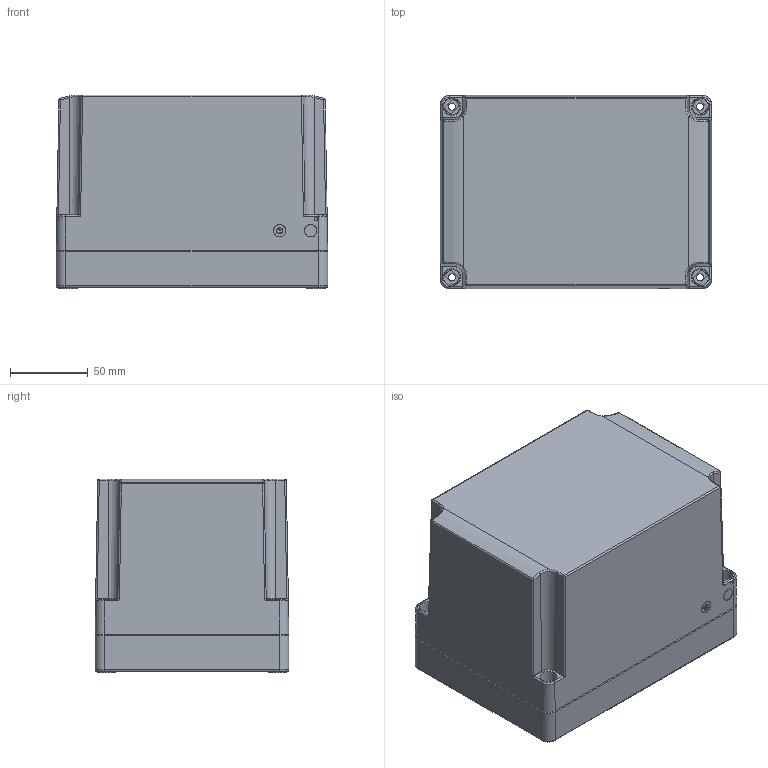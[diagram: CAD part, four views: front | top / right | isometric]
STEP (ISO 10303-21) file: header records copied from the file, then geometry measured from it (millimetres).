
FILE_DESCRIPTION((''),'2;1');
FILE_NAME('SABP131813LT_ASM','2008-12-08T',('pasi_koskela'),(''),'PRO/ENGINEER BY PARAMETRIC TECHNOLOGY CORPORATION, 2008250','PRO/ENGINEER BY PARAMETRIC TECHNOLOGY CORPORATION, 2008250','');
FILE_SCHEMA(('AUTOMOTIVE_DESIGN_CC2 { 1 2 10303 214 -1 1 5 2 }'));
Length unit declared in the file: millimetre
Products named in the file (3): SABT131810L; SABP131803B; SABP131813LT_ASM
Assembly tree (2 placements, depth 2):
  SABP131813LT_ASM
    SABT131810L
    SABP131803B
Bounding box: 175 x 125 x 125 mm (x, y, z)
Volume: 380220.6 mm3; surface area: 236571.6 mm2
Topology: 2 solids, 2 shells, 1842 faces, 4976 edges, 3268 vertices
Faces by surface type: plane 1521, cylinder 177, cone 74, torus 36, bspline 16, extrusion 10, sphere 8
Entity records: 58153 total; most frequent: CARTESIAN_POINT 11312, ORIENTED_EDGE 9952, DIRECTION 9046, EDGE_CURVE 4976, VECTOR 4380, LINE 4370, VERTEX_POINT 3268, AXIS2_PLACEMENT_3D 2333
